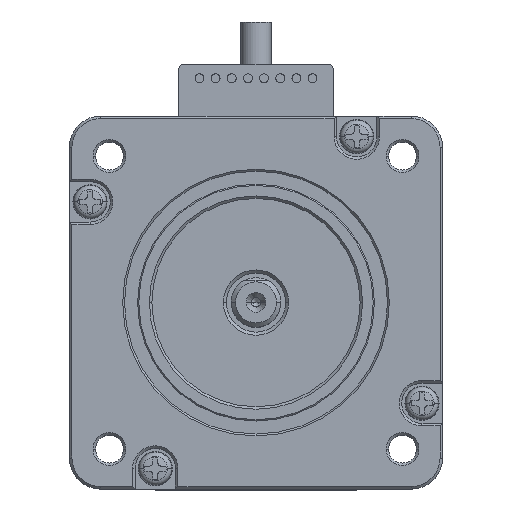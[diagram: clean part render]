
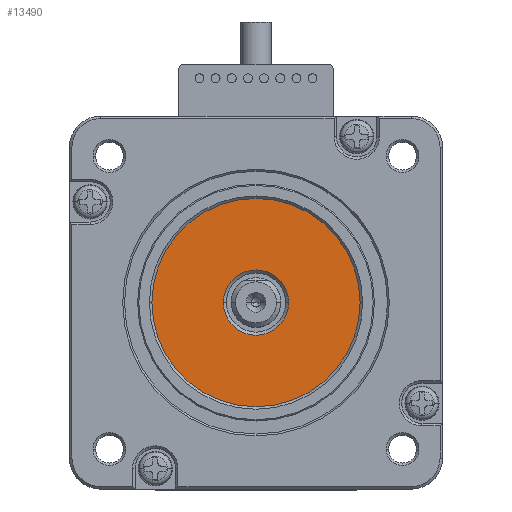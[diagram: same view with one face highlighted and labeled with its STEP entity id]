
A CAD part, top view. The second image highlights one B-rep face of the part: STEP entity #13490.
In plain terms, the highlighted planar face has unit normal (0, 0, 1).
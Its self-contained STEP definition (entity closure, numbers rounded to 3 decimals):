
#13140=CARTESIAN_POINT('',(-16.951,-16.951,1.1));
#13150=DIRECTION('',(0.,0.,1.));
#13160=DIRECTION('',(1.,0.,-0.));
#13170=AXIS2_PLACEMENT_3D('',#13140,#13150,#13160);
#13180=PLANE('',#13170);
#13190=CARTESIAN_POINT('',(0.,0.,1.1)
);
#13200=DIRECTION('',(0.,0.,1.));
#13210=DIRECTION('',(1.,0.,0.));
#13220=AXIS2_PLACEMENT_3D('',#13190,#13200,#13210);
#13230=CIRCLE('',#13220,16.75);
#13240=CARTESIAN_POINT('',(16.75,0.,1.1));
#13250=VERTEX_POINT('',#13240);
#13260=CARTESIAN_POINT('',(-16.75,0.,1.1));
#13270=VERTEX_POINT('',#13260);
#13280=EDGE_CURVE('',#13250,#13270,#13230,.T.);
#13290=ORIENTED_EDGE('',*,*,#13280,.T.);
#13300=EDGE_CURVE('',#13270,#13250,#13230,.T.);
#13310=ORIENTED_EDGE('',*,*,#13300,.T.);
#13320=EDGE_LOOP('',(#13310,#13290));
#13330=FACE_OUTER_BOUND('',#13320,.T.);
#13340=CARTESIAN_POINT('',(0.,0.,
1.1));
#13350=DIRECTION('',(-0.,-0.,-1.));
#13360=DIRECTION('',(1.,0.,0.));
#13370=AXIS2_PLACEMENT_3D('',#13340,#13350,#13360);
#13380=CIRCLE('',#13370,5.25);
#13390=CARTESIAN_POINT('',(-5.25,0.,
1.1));
#13400=VERTEX_POINT('',#13390);
#13410=CARTESIAN_POINT('',(5.25,0.,1.1));
#13420=VERTEX_POINT('',#13410);
#13430=EDGE_CURVE('',#13400,#13420,#13380,.T.);
#13440=ORIENTED_EDGE('',*,*,#13430,.T.);
#13450=EDGE_CURVE('',#13420,#13400,#13380,.T.);
#13460=ORIENTED_EDGE('',*,*,#13450,.T.);
#13470=EDGE_LOOP('',(#13460,#13440));
#13480=FACE_BOUND('',#13470,.T.);
#13490=ADVANCED_FACE('',(#13330,#13480),#13180,.T.);
